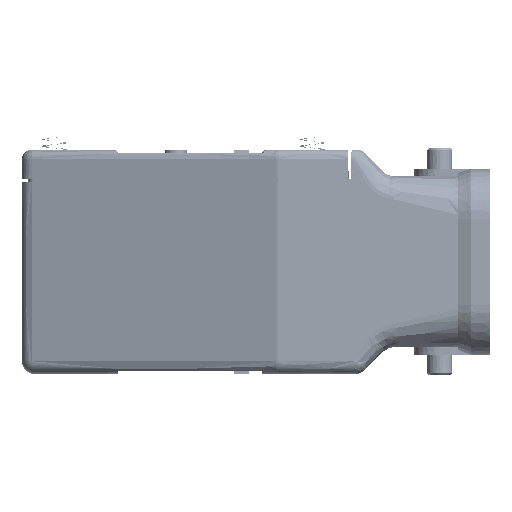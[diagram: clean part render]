
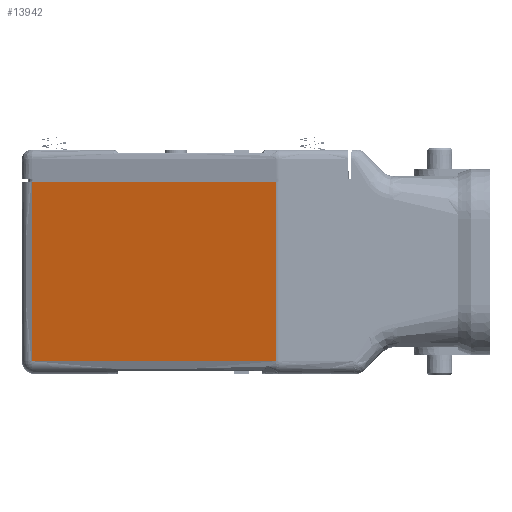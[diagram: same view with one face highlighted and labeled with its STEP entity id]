
A CAD part, left-side view. The second image highlights one B-rep face of the part: STEP entity #13942.
In plain terms, the highlighted planar face has unit normal (-0.966, 0.259, 0).
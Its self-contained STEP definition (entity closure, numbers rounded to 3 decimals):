
#1287=FACE_OUTER_BOUND('',#15797,.T.);
#13942=ADVANCED_FACE('',(#1287),#14969,.T.);
#14969=PLANE('',#46564);
#15797=EDGE_LOOP('',(#24394,#24395,#24396,#24397));
#24394=ORIENTED_EDGE('',*,*,#38554,.F.);
#24395=ORIENTED_EDGE('',*,*,#38555,.F.);
#24396=ORIENTED_EDGE('',*,*,#38556,.F.);
#24397=ORIENTED_EDGE('',*,*,#38557,.F.);
#31474=VERTEX_POINT('',#80866);
#31475=VERTEX_POINT('',#80867);
#31476=VERTEX_POINT('',#80869);
#31477=VERTEX_POINT('',#80871);
#38554=EDGE_CURVE('',#31474,#31475,#43948,.T.);
#38555=EDGE_CURVE('',#31476,#31474,#43949,.T.);
#38556=EDGE_CURVE('',#31477,#31476,#43950,.T.);
#38557=EDGE_CURVE('',#31475,#31477,#43951,.T.);
#43948=LINE('',#80865,#45416);
#43949=LINE('',#80868,#45417);
#43950=LINE('',#80870,#45418);
#43951=LINE('',#80872,#45419);
#45416=VECTOR('',#47842,1.);
#45417=VECTOR('',#47843,1.);
#45418=VECTOR('',#47844,1.);
#45419=VECTOR('',#47845,1.);
#46564=AXIS2_PLACEMENT_3D('',#80873,#47846,#47847);
#47842=DIRECTION('',(0.259,0.966,0.));
#47843=DIRECTION('',(0.,0.,-1.));
#47844=DIRECTION('',(-0.259,-0.966,0.));
#47845=DIRECTION('',(0.,0.,1.));
#47846=DIRECTION('',(-0.966,0.259,0.));
#47847=DIRECTION('',(-0.259,-0.966,0.));
#80865=CARTESIAN_POINT('',(-17.927,39.868,-15.5));
#80866=CARTESIAN_POINT('',(-23.032,20.818,-15.5));
#80867=CARTESIAN_POINT('',(-12.823,58.918,-15.5));
#80868=CARTESIAN_POINT('',(-23.032,20.818,-1.525));
#80869=CARTESIAN_POINT('',(-23.032,20.818,12.45));
#80870=CARTESIAN_POINT('',(-17.927,39.868,12.45));
#80871=CARTESIAN_POINT('',(-12.823,58.918,12.45));
#80872=CARTESIAN_POINT('',(-12.823,58.918,-1.525));
#80873=CARTESIAN_POINT('',(-12.619,59.68,-16.059));
